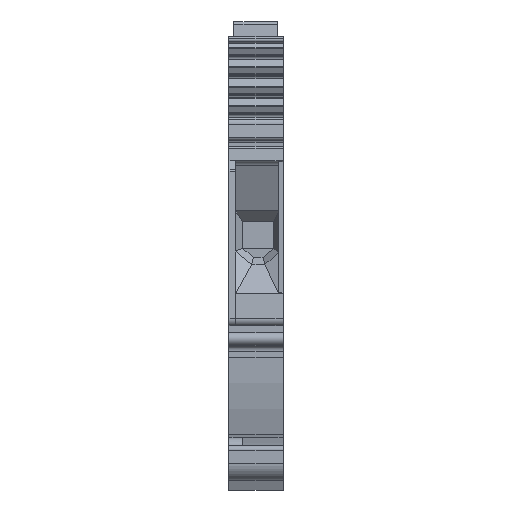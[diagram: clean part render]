
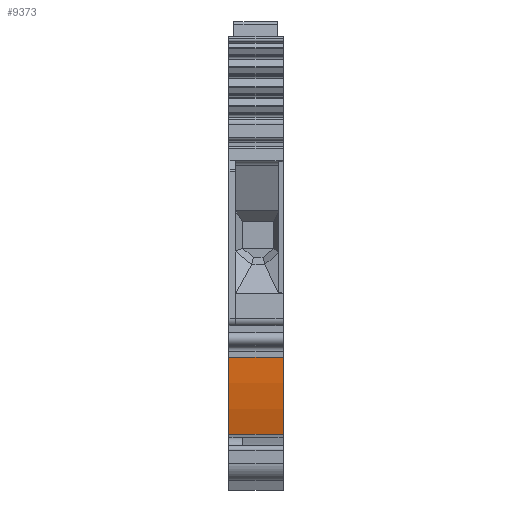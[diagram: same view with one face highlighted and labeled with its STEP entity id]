
A CAD part, front view. The second image highlights one B-rep face of the part: STEP entity #9373.
In plain terms, the highlighted cylindrical face has radius 30 mm (diameter 60 mm), a partial arc.
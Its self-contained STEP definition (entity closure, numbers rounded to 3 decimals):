
#2121=AXIS2_PLACEMENT_3D('Circle Axis2P3D',#2119,#2120,$) ;
#4440=AXIS2_PLACEMENT_3D('Circle Axis2P3D',#4438,#4439,$) ;
#9360=AXIS2_PLACEMENT_3D('Cylinder Axis2P3D',#9357,#9358,#9359) ;
#2116=CARTESIAN_POINT('Vertex',(0.,11.867,6.285)) ;
#2119=CARTESIAN_POINT('Axis2P3D Location',(0.,40.59,14.945)) ;
#2123=CARTESIAN_POINT('Vertex',(0.,10.59,14.945)) ;
#3398=CARTESIAN_POINT('Vertex',(6.1,11.867,6.285)) ;
#3401=CARTESIAN_POINT('Line Origine',(3.05,11.867,6.285)) ;
#4435=CARTESIAN_POINT('Vertex',(6.1,10.59,14.945)) ;
#4438=CARTESIAN_POINT('Axis2P3D Location',(6.1,40.59,14.945)) ;
#9357=CARTESIAN_POINT('Axis2P3D Location',(3.05,40.59,14.945)) ;
#9362=CARTESIAN_POINT('Line Origine',(3.05,10.59,14.945)) ;
#2120=DIRECTION('Axis2P3D Direction',(-1.,0.,0.)) ;
#3402=DIRECTION('Vector Direction',(-1.,0.,0.)) ;
#4439=DIRECTION('Axis2P3D Direction',(-1.,0.,0.)) ;
#9358=DIRECTION('Axis2P3D Direction',(-1.,0.,0.)) ;
#9359=DIRECTION('Axis2P3D XDirection',(0.,-0.957,-0.289)) ;
#9363=DIRECTION('Vector Direction',(-1.,0.,0.)) ;
#3403=VECTOR('Line Direction',#3402,1.) ;
#9364=VECTOR('Line Direction',#9363,1.) ;
#9368=ORIENTED_EDGE('',*,*,#4442,.T.) ;
#9369=ORIENTED_EDGE('',*,*,#9366,.F.) ;
#9370=ORIENTED_EDGE('',*,*,#2125,.F.) ;
#9371=ORIENTED_EDGE('',*,*,#3405,.T.) ;
#9373=ADVANCED_FACE('KLTR',(#9372),#9361,.T.) ;
#2122=CIRCLE('generated circle',#2121,30.) ;
#4441=CIRCLE('generated circle',#4440,30.) ;
#9361=CYLINDRICAL_SURFACE('generated cylinder',#9360,30.) ;
#2125=EDGE_CURVE('',#2117,#2124,#2122,.T.) ;
#3405=EDGE_CURVE('',#2117,#3399,#3404,.F.) ;
#4442=EDGE_CURVE('',#3399,#4436,#4441,.T.) ;
#9366=EDGE_CURVE('',#2124,#4436,#9365,.F.) ;
#9367=EDGE_LOOP('',(#9368,#9369,#9370,#9371)) ;
#9372=FACE_OUTER_BOUND('',#9367,.T.) ;
#3404=LINE('Line',#3401,#3403) ;
#9365=LINE('Line',#9362,#9364) ;
#2117=VERTEX_POINT('',#2116) ;
#2124=VERTEX_POINT('',#2123) ;
#3399=VERTEX_POINT('',#3398) ;
#4436=VERTEX_POINT('',#4435) ;
